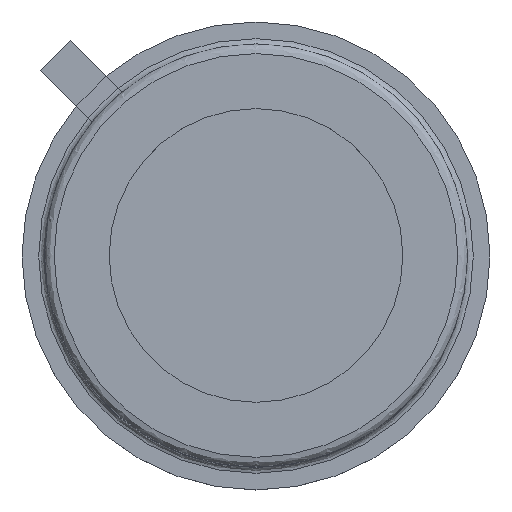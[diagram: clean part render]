
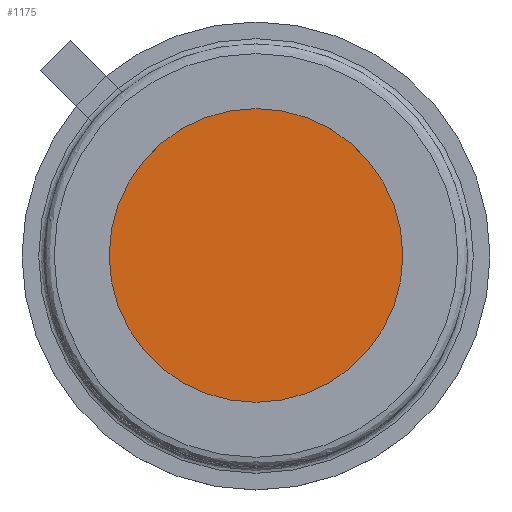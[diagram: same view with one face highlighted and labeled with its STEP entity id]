
A CAD part, top view. The second image highlights one B-rep face of the part: STEP entity #1175.
In plain terms, the highlighted face is planar.
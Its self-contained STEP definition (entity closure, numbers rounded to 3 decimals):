
#1175 = ADVANCED_FACE('',(#1176),#1189,.T.);
#1176 = FACE_BOUND('',#1177,.F.);
#1177 = EDGE_LOOP('',(#1178));
#1178 = ORIENTED_EDGE('',*,*,#1179,.F.);
#1179 = EDGE_CURVE('',#1180,#1180,#1182,.T.);
#1180 = VERTEX_POINT('',#1181);
#1181 = CARTESIAN_POINT('',(-0.41,11.349,0.)
  );
#1182 = SURFACE_CURVE('',#1183,(#1188,#1200),.PCURVE_S1.);
#1183 = CIRCLE('',#1184,2.95);
#1184 = AXIS2_PLACEMENT_3D('',#1185,#1186,#1187);
#1185 = CARTESIAN_POINT('',(2.54,11.349,0.));
#1186 = DIRECTION('',(0.,1.,0.));
#1187 = DIRECTION('',(-1.,0.,0.));
#1188 = PCURVE('',#1189,#1194);
#1189 = PLANE('',#1190);
#1190 = AXIS2_PLACEMENT_3D('',#1191,#1192,#1193);
#1191 = CARTESIAN_POINT('',(2.54,11.349,0.));
#1192 = DIRECTION('',(0.,1.,0.));
#1193 = DIRECTION('',(-1.,0.,0.));
#1194 = DEFINITIONAL_REPRESENTATION('',(#1195),#1199);
#1195 = CIRCLE('',#1196,2.95);
#1196 = AXIS2_PLACEMENT_2D('',#1197,#1198);
#1197 = CARTESIAN_POINT('',(0.,0.));
#1198 = DIRECTION('',(1.,0.));
#1199 = ( GEOMETRIC_REPRESENTATION_CONTEXT(2) 
PARAMETRIC_REPRESENTATION_CONTEXT() REPRESENTATION_CONTEXT('2D SPACE',''
  ) );
#1200 = PCURVE('',#1201,#1206);
#1201 = CYLINDRICAL_SURFACE('',#1202,2.95);
#1202 = AXIS2_PLACEMENT_3D('',#1203,#1204,#1205);
#1203 = CARTESIAN_POINT('',(2.54,11.349,0.));
#1204 = DIRECTION('',(0.,-1.,0.));
#1205 = DIRECTION('',(-1.,0.,0.));
#1206 = DEFINITIONAL_REPRESENTATION('',(#1207),#1211);
#1207 = LINE('',#1208,#1209);
#1208 = CARTESIAN_POINT('',(0.,0.));
#1209 = VECTOR('',#1210,1.);
#1210 = DIRECTION('',(-1.,0.));
#1211 = ( GEOMETRIC_REPRESENTATION_CONTEXT(2) 
PARAMETRIC_REPRESENTATION_CONTEXT() REPRESENTATION_CONTEXT('2D SPACE',''
  ) );
